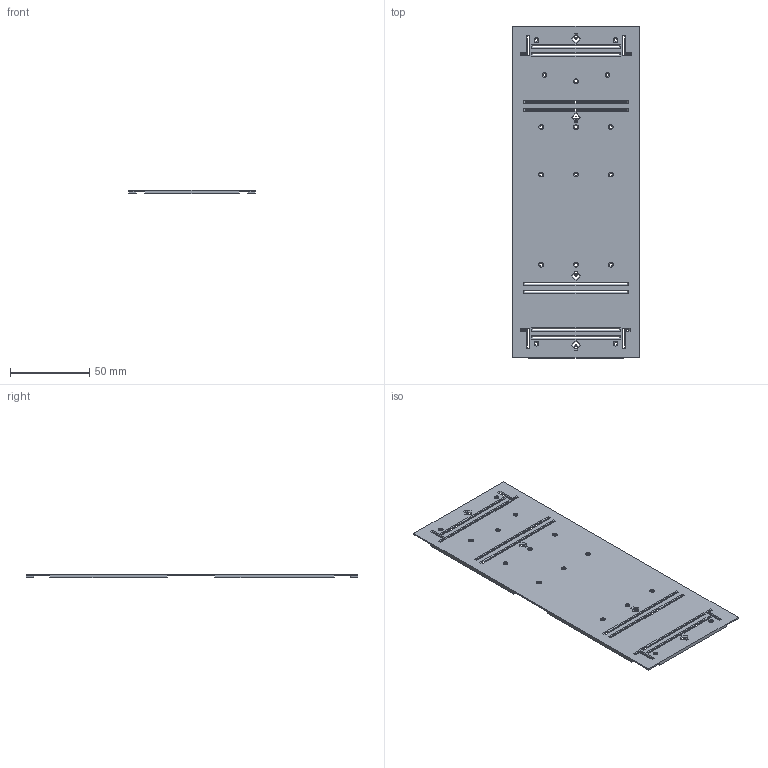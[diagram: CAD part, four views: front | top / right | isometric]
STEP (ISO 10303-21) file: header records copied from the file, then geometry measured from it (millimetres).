
FILE_DESCRIPTION(('FreeCAD Model'),'2;1');
FILE_NAME('Open CASCADE Shape Model','2024-02-04T16:18:33',(''),(''), 'Open CASCADE STEP processor 7.7','FreeCAD','Unknown');
FILE_SCHEMA(('AUTOMOTIVE_DESIGN { 1 0 10303 214 1 1 1 1 }'));
Length unit declared in the file: millimetre
Products named in the file (1): Body
Bounding box: 80 x 210 x 2.2 mm (x, y, z)
Volume: 18422.3 mm3; surface area: 34913 mm2
Topology: 1 solids, 1 shells, 258 faces, 660 edges, 404 vertices
Faces by surface type: plane 212, cylinder 28, cone 16, bspline 2
Full cylindrical faces by diameter (mm): 2 x16
Entity records: 7742 total; most frequent: CARTESIAN_POINT 1365, ORIENTED_EDGE 1320, DIRECTION 1238, EDGE_CURVE 660, LINE 580, VECTOR 580, VERTEX_POINT 404, AXIS2_PLACEMENT_3D 329
